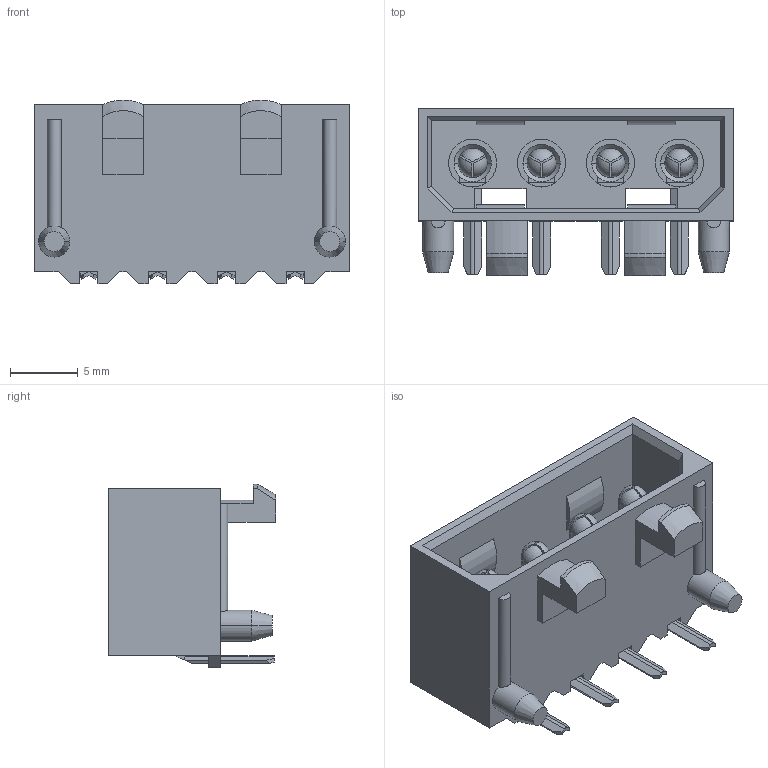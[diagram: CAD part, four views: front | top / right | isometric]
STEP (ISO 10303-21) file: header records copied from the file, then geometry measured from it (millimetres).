
FILE_DESCRIPTION((''),'2;1');
FILE_NAME('015244441','2012-07-31T',('cd'),(''),'PRO/ENGINEER BY PARAMETRIC TECHNOLOGY CORPORATION, 2011490','PRO/ENGINEER BY PARAMETRIC TECHNOLOGY CORPORATION, 2011490','');
FILE_SCHEMA(('CONFIG_CONTROL_DESIGN'));
Length unit declared in the file: inch
Products named in the file (1): 015244441
Bounding box: 23.27 x 12.32 x 13.56 mm (x, y, z)
Volume: 1190.8 mm3; surface area: 2378.9 mm2
Topology: 1 solids, 1 shells, 297 faces, 800 edges, 522 vertices
Faces by surface type: plane 217, cylinder 54, cone 14, sphere 12
Entity records: 9335 total; most frequent: CARTESIAN_POINT 1690, ORIENTED_EDGE 1600, DIRECTION 1562, EDGE_CURVE 800, VECTOR 604, LINE 604, VERTEX_POINT 522, AXIS2_PLACEMENT_3D 479
